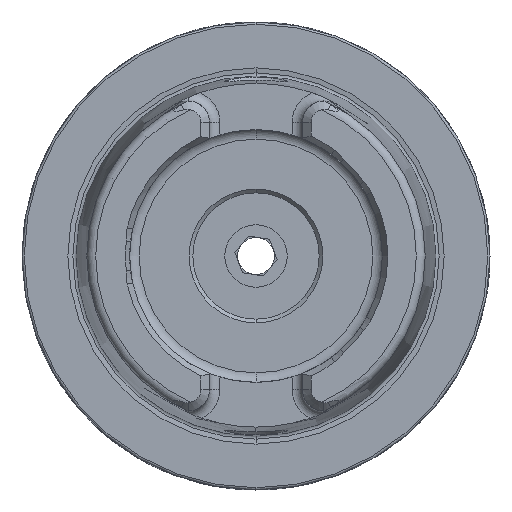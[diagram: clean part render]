
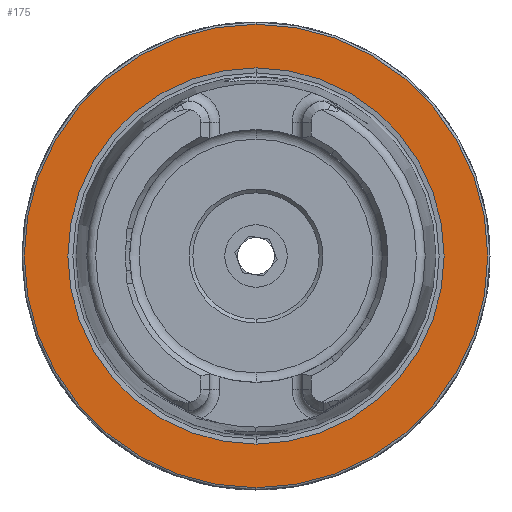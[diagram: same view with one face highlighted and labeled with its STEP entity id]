
A CAD part, left-side view. The second image highlights one B-rep face of the part: STEP entity #175.
In plain terms, the highlighted planar face has unit normal (-1, 0, 0).
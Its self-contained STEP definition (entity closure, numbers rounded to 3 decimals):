
#175 = ADVANCED_FACE ( 'NONE', ( #360, #369 ), #976, .F. ) ;
#360 = FACE_BOUND ( 'NONE', #4377, .T. ) ;
#369 = FACE_OUTER_BOUND ( 'NONE', #4399, .T. ) ;
#968 = CARTESIAN_POINT ( 'NONE',  ( 0., 31.2, 0. ) ) ;
#976 = PLANE ( 'NONE',  #1892 ) ;
#978 = DIRECTION ( 'NONE',  ( 1., 0., 0. ) ) ;
#979 = DIRECTION ( 'NONE',  ( 0., 0., -1. ) ) ;
#1892 = AXIS2_PLACEMENT_3D ( 'NONE', #968, #978, #979 ) ;
#2086 = AXIS2_PLACEMENT_3D ( 'NONE', #7878, #7879, #7880 ) ;
#2098 = AXIS2_PLACEMENT_3D ( 'NONE', #8376, #8377, #8378 ) ;
#2187 = AXIS2_PLACEMENT_3D ( 'NONE', #9906, #9907, #9908 ) ;
#2188 = AXIS2_PLACEMENT_3D ( 'NONE', #9909, #9910, #9911 ) ;
#3039 = ORIENTED_EDGE ( 'NONE', *, *, #10214, .T. ) ;
#3040 = ORIENTED_EDGE ( 'NONE', *, *, #4170, .T. ) ;
#3041 = ORIENTED_EDGE ( 'NONE', *, *, #4943, .F. ) ;
#3042 = ORIENTED_EDGE ( 'NONE', *, *, #10213, .F. ) ;
#4050 = VERTEX_POINT ( 'NONE', #7760 ) ;
#4070 = VERTEX_POINT ( 'NONE', #7786 ) ;
#4110 = VERTEX_POINT ( 'NONE', #7826 ) ;
#4126 = VERTEX_POINT ( 'NONE', #7842 ) ;
#4170 = EDGE_CURVE ( 'NONE', #4050, #4126, #5639, .T. ) ;
#4377 = EDGE_LOOP ( 'NONE', ( #3042, #3041 ) ) ;
#4399 = EDGE_LOOP ( 'NONE', ( #3040, #3039 ) ) ;
#4943 = EDGE_CURVE ( 'NONE', #4110, #4070, #5683, .T. ) ;
#5639 = CIRCLE ( 'NONE', #2086, 31.2 ) ;
#5683 = CIRCLE ( 'NONE', #2098, 25.324 ) ;
#5972 = CIRCLE ( 'NONE', #2187, 25.324 ) ;
#5973 = CIRCLE ( 'NONE', #2188, 31.2 ) ;
#7760 = CARTESIAN_POINT ( 'NONE',  ( 0., 0., 31.2 ) ) ;
#7786 = CARTESIAN_POINT ( 'NONE',  ( 0., 0., 25.324 ) ) ;
#7826 = CARTESIAN_POINT ( 'NONE',  ( 0., 0., -25.324 ) ) ;
#7842 = CARTESIAN_POINT ( 'NONE',  ( 0., 0., -31.2 ) ) ;
#7878 = CARTESIAN_POINT ( 'NONE',  ( 0., 0., 0. ) ) ;
#7879 = DIRECTION ( 'NONE',  ( -1., 0., 0. ) ) ;
#7880 = DIRECTION ( 'NONE',  ( 0., 0., 1. ) ) ;
#8376 = CARTESIAN_POINT ( 'NONE',  ( 0., 0., 0. ) ) ;
#8377 = DIRECTION ( 'NONE',  ( -1., 0., 0. ) ) ;
#8378 = DIRECTION ( 'NONE',  ( 0., 0., 1. ) ) ;
#9906 = CARTESIAN_POINT ( 'NONE',  ( 0., 0., 0. ) ) ;
#9907 = DIRECTION ( 'NONE',  ( -1., 0., 0. ) ) ;
#9908 = DIRECTION ( 'NONE',  ( 0., 0., 1. ) ) ;
#9909 = CARTESIAN_POINT ( 'NONE',  ( 0., 0., 0. ) ) ;
#9910 = DIRECTION ( 'NONE',  ( -1., 0., 0. ) ) ;
#9911 = DIRECTION ( 'NONE',  ( 0., 0., 1. ) ) ;
#10213 = EDGE_CURVE ( 'NONE', #4070, #4110, #5972, .T. ) ;
#10214 = EDGE_CURVE ( 'NONE', #4126, #4050, #5973, .T. ) ;
